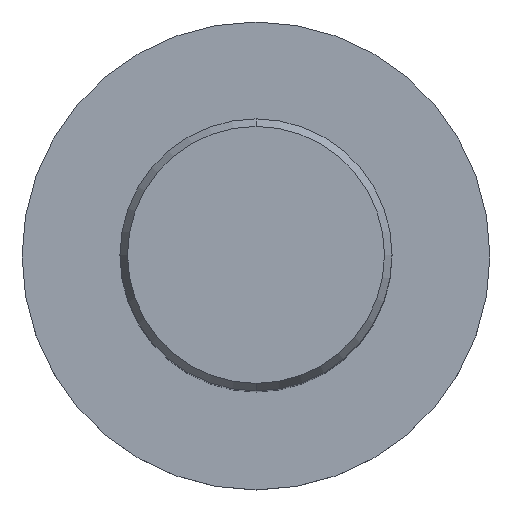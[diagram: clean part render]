
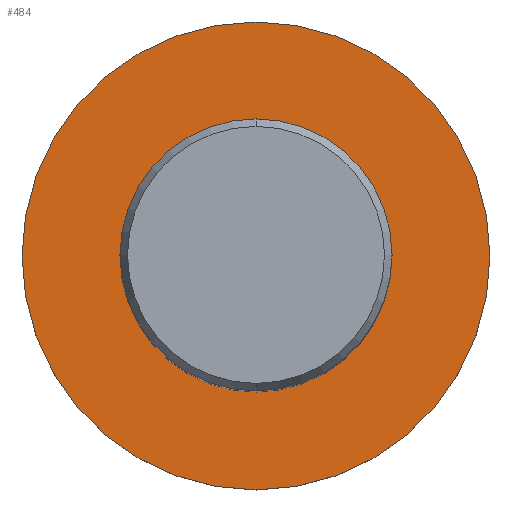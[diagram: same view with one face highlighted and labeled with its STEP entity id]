
A CAD part, top view. The second image highlights one B-rep face of the part: STEP entity #484.
In plain terms, the highlighted planar face has unit normal (0, 0, 1).
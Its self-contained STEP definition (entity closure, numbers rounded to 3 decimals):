
#194=VERTEX_POINT('',#527);
#214=EDGE_CURVE('',#194,#286,#549,.T.);
#240=VERTEX_POINT('',#576);
#276=EDGE_CURVE('',#394,#240,#616,.T.);
#286=VERTEX_POINT('',#627);
#308=EDGE_CURVE('',#240,#394,#649,.T.);
#330=EDGE_CURVE('',#286,#194,#674,.T.);
#394=VERTEX_POINT('',#744);
#484=ADVANCED_FACE('',(#844,#845),#846,.T.);
#527=CARTESIAN_POINT('',(0.,-21.5,-56.0));
#549=CIRCLE('',#917,21.5);
#576=CARTESIAN_POINT('',(0.0,12.5,-56.0));
#616=CIRCLE('',#1082,12.5);
#627=CARTESIAN_POINT('',(0.0,21.5,-56.0));
#649=CIRCLE('',#1145,12.5);
#674=CIRCLE('',#1174,21.5);
#744=CARTESIAN_POINT('',(0.,-12.5,-56.0));
#844=FACE_BOUND('',#1543,.T.);
#845=FACE_OUTER_BOUND('',#1544,.T.);
#846=PLANE('',#1545);
#917=AXIS2_PLACEMENT_3D('',#1604,#1605,#1606);
#1082=AXIS2_PLACEMENT_3D('',#1677,#1678,#1679);
#1145=AXIS2_PLACEMENT_3D('',#1700,#1701,#1702);
#1174=AXIS2_PLACEMENT_3D('',#1738,#1739,#1740);
#1543=EDGE_LOOP('',(#1948,#1949));
#1544=EDGE_LOOP('',(#1950,#1951));
#1545=AXIS2_PLACEMENT_3D('',#1952,#1953,#1954);
#1604=CARTESIAN_POINT('',(0.0,0.0,-56.0));
#1605=DIRECTION('',(0.0,0.0,-1.0));
#1606=DIRECTION('',(0.0,1.0,0.0));
#1677=CARTESIAN_POINT('',(0.0,0.0,-56.0));
#1678=DIRECTION('',(-0.0,0.0,-1.0));
#1679=DIRECTION('',(0.0,1.0,0.0));
#1700=CARTESIAN_POINT('',(0.0,0.0,-56.0));
#1701=DIRECTION('',(-0.0,0.0,-1.0));
#1702=DIRECTION('',(0.0,1.0,0.0));
#1738=CARTESIAN_POINT('',(0.0,0.0,-56.0));
#1739=DIRECTION('',(0.0,0.0,-1.0));
#1740=DIRECTION('',(0.0,1.0,0.0));
#1948=ORIENTED_EDGE('',*,*,#308,.T.);
#1949=ORIENTED_EDGE('',*,*,#276,.T.);
#1950=ORIENTED_EDGE('',*,*,#330,.F.);
#1951=ORIENTED_EDGE('',*,*,#214,.F.);
#1952=CARTESIAN_POINT('',(0.0,10.75,-56.0));
#1953=DIRECTION('',(-0.0,0.0,1.0));
#1954=DIRECTION('',(0.0,-1.0,0.0));
